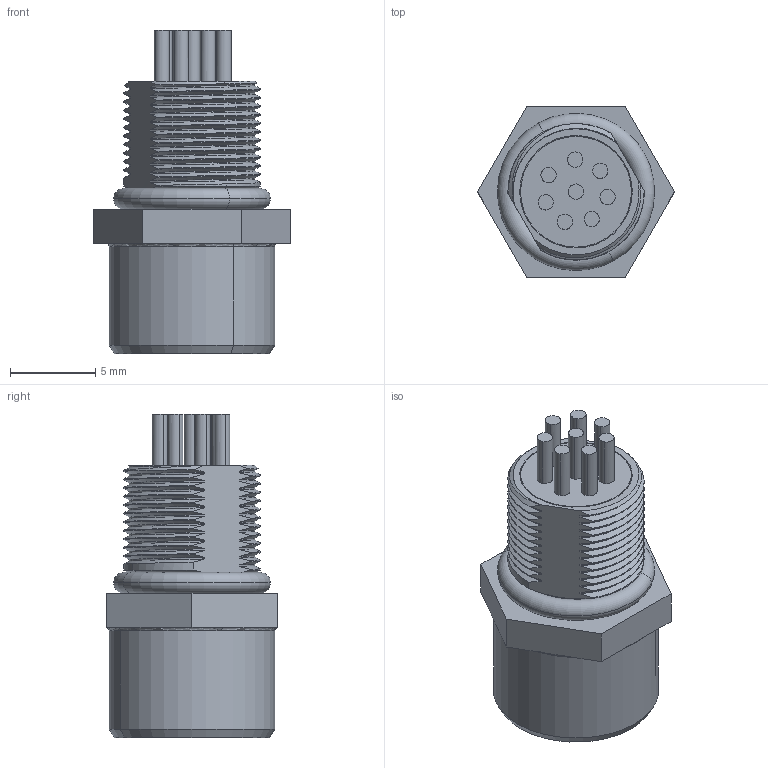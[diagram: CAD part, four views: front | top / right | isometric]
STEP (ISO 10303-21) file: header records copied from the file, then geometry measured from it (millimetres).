
FILE_DESCRIPTION(('CATIA V5 STEP Exchange','CAx-IF Rec.Pracs.--- Model Styling and Organization---1.4--- 2014-01-23'),'2;1');
FILE_NAME ('D1382692_1', '2019-07-09T08:28:23+00:00', ('none'), ('Weidmueller'), 'CATIA Version 5-6 Release 2016 SP3 HF44', 'CATIA V5 STEP AP214', 'none');
FILE_SCHEMA(('AUTOMOTIVE_DESIGN { 1 0 10303 214 1 1 1 1 }'));
Products named in the file (1): 1467630000
Bounding box: 11.55 x 10 x 19 mm (x, y, z)
Volume: 926.6 mm3; surface area: 1423.1 mm2
Topology: 3 solids, 3 shells, 537 faces, 1436 edges, 957 vertices
Faces by surface type: cylinder 248, plane 121, bspline 68, cone 38, extrusion 32, torus 30
Entity records: 41515 total; most frequent: CARTESIAN_POINT 29863, ORIENTED_EDGE 2868, DIRECTION 1532, EDGE_CURVE 1434, VERTEX_POINT 957, B_SPLINE_CURVE_WITH_KNOTS 716, AXIS2_PLACEMENT_3D 677, EDGE_LOOP 595
